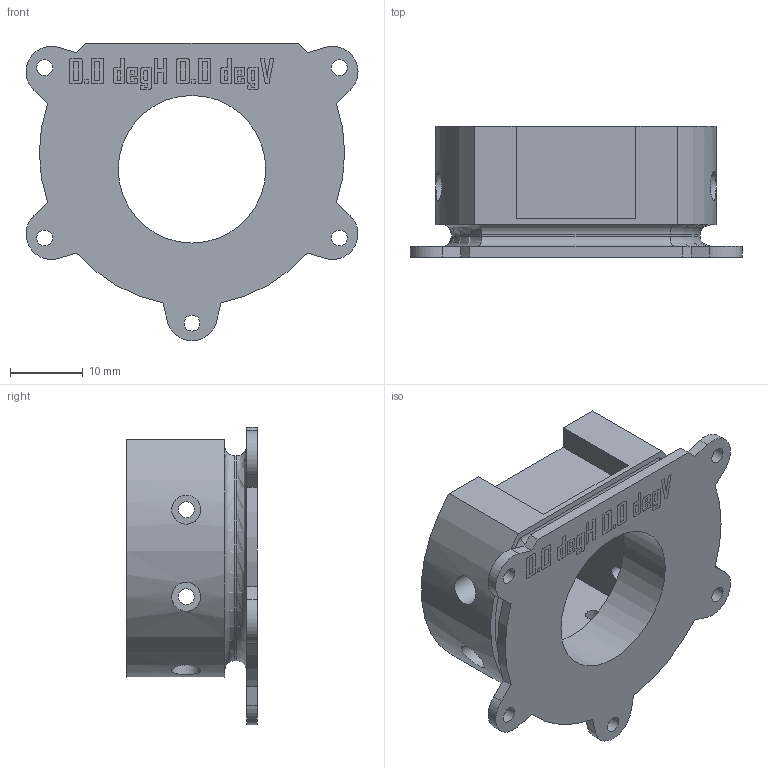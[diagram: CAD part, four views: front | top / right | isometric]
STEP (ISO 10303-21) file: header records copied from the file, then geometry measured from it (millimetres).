
FILE_DESCRIPTION(('FreeCAD Model'),'2;1');
FILE_NAME('Open CASCADE Shape Model','2025-08-14T15:14:02',(''),(''), 'Open CASCADE STEP processor 7.8','FreeCAD','Unknown');
FILE_SCHEMA(('AUTOMOTIVE_DESIGN { 1 0 10303 214 1 1 1 1 }'));
Length unit declared in the file: millimetre
Products named in the file (1): CameraCage
Bounding box: 45.68 x 18 x 40.91 mm (x, y, z)
Volume: 10688.5 mm3; surface area: 6796.3 mm2
Topology: 1 solids, 15 shells, 296 faces, 767 edges, 510 vertices
Faces by surface type: plane 195, extrusion 66, cylinder 33, torus 2
Full cylindrical faces by diameter (mm): 2.2 x11, 4 x6, 20.3 x1
Entity records: 9475 total; most frequent: CARTESIAN_POINT 2354, ORIENTED_EDGE 1534, DIRECTION 1211, EDGE_CURVE 767, VECTOR 633, LINE 567, VERTEX_POINT 510, FACE_BOUND 349
